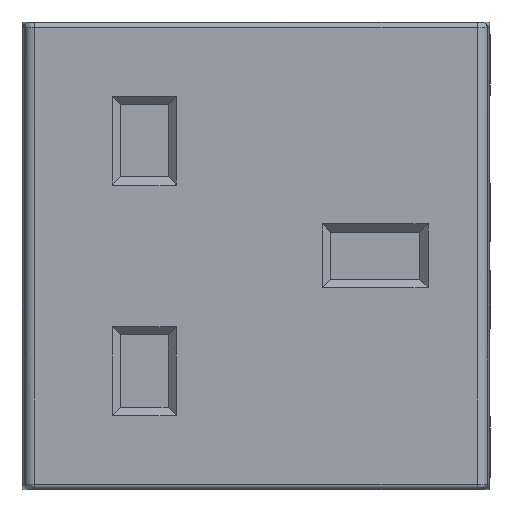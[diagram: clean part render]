
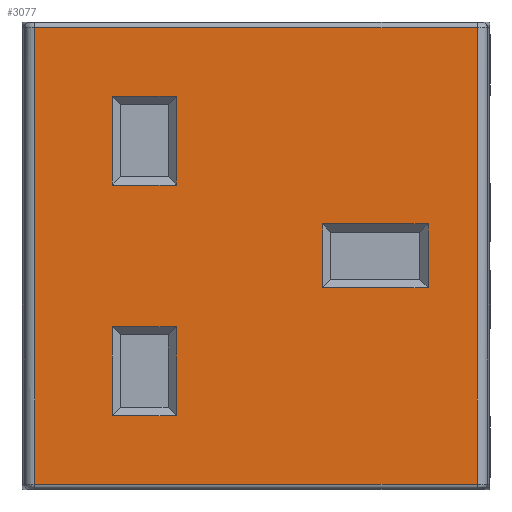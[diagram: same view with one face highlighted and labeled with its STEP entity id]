
A CAD part, top view. The second image highlights one B-rep face of the part: STEP entity #3077.
In plain terms, the highlighted planar face has unit normal (0, 0, 1).
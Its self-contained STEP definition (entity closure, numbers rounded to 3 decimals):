
#2967=AXIS2_PLACEMENT_3D('Plane Axis2P3D',#2964,#2965,#2966) ;
#2685=CARTESIAN_POINT('Vertex',(-21.315,-21.974,6.5)) ;
#2715=CARTESIAN_POINT('Vertex',(21.28,-21.974,6.5)) ;
#2718=CARTESIAN_POINT('Line Origine',(-0.017,-21.974,6.5)) ;
#2799=CARTESIAN_POINT('Vertex',(21.28,21.974,6.5)) ;
#2802=CARTESIAN_POINT('Line Origine',(21.28,0.,6.5)) ;
#2874=CARTESIAN_POINT('Vertex',(-21.315,21.974,6.5)) ;
#2877=CARTESIAN_POINT('Line Origine',(-0.017,21.974,6.5)) ;
#2952=CARTESIAN_POINT('Line Origine',(-21.315,0.,6.5)) ;
#2964=CARTESIAN_POINT('Axis2P3D Location',(-0.017,0.,6.5)) ;
#2975=CARTESIAN_POINT('Line Origine',(-10.767,-15.377,6.5)) ;
#2979=CARTESIAN_POINT('Vertex',(-7.69,-15.377,6.5)) ;
#2981=CARTESIAN_POINT('Vertex',(-13.845,-15.377,6.5)) ;
#2984=CARTESIAN_POINT('Line Origine',(-13.845,-11.1,6.5)) ;
#2988=CARTESIAN_POINT('Vertex',(-13.845,-6.822,6.5)) ;
#2991=CARTESIAN_POINT('Line Origine',(-10.767,-6.822,6.5)) ;
#2995=CARTESIAN_POINT('Vertex',(-7.69,-6.822,6.5)) ;
#2998=CARTESIAN_POINT('Line Origine',(-7.69,-11.1,6.5)) ;
#3009=CARTESIAN_POINT('Line Origine',(16.56,0.,6.5)) ;
#3013=CARTESIAN_POINT('Vertex',(16.56,3.078,6.5)) ;
#3015=CARTESIAN_POINT('Vertex',(16.56,-3.077,6.5)) ;
#3018=CARTESIAN_POINT('Line Origine',(11.483,-3.077,6.5)) ;
#3022=CARTESIAN_POINT('Vertex',(6.405,-3.077,6.5)) ;
#3025=CARTESIAN_POINT('Line Origine',(6.405,0.,6.5)) ;
#3029=CARTESIAN_POINT('Vertex',(6.405,3.078,6.5)) ;
#3032=CARTESIAN_POINT('Line Origine',(11.483,3.078,6.5)) ;
#3043=CARTESIAN_POINT('Line Origine',(-10.767,15.378,6.5)) ;
#3047=CARTESIAN_POINT('Vertex',(-13.845,15.378,6.5)) ;
#3049=CARTESIAN_POINT('Vertex',(-7.69,15.378,6.5)) ;
#3052=CARTESIAN_POINT('Line Origine',(-7.69,11.1,6.5)) ;
#3056=CARTESIAN_POINT('Vertex',(-7.69,6.823,6.5)) ;
#3059=CARTESIAN_POINT('Line Origine',(-10.767,6.823,6.5)) ;
#3063=CARTESIAN_POINT('Vertex',(-13.845,6.823,6.5)) ;
#3066=CARTESIAN_POINT('Line Origine',(-13.845,11.1,6.5)) ;
#2719=DIRECTION('Vector Direction',(-1.,0.,0.)) ;
#2803=DIRECTION('Vector Direction',(0.,-1.,0.)) ;
#2878=DIRECTION('Vector Direction',(-1.,0.,0.)) ;
#2953=DIRECTION('Vector Direction',(0.,-1.,0.)) ;
#2965=DIRECTION('Axis2P3D Direction',(0.,0.,-1.)) ;
#2966=DIRECTION('Axis2P3D XDirection',(0.,-1.,0.)) ;
#2976=DIRECTION('Vector Direction',(-1.,0.,0.)) ;
#2985=DIRECTION('Vector Direction',(0.,1.,0.)) ;
#2992=DIRECTION('Vector Direction',(-1.,0.,0.)) ;
#2999=DIRECTION('Vector Direction',(0.,1.,0.)) ;
#3010=DIRECTION('Vector Direction',(0.,-1.,0.)) ;
#3019=DIRECTION('Vector Direction',(1.,0.,0.)) ;
#3026=DIRECTION('Vector Direction',(0.,1.,0.)) ;
#3033=DIRECTION('Vector Direction',(1.,0.,0.)) ;
#3044=DIRECTION('Vector Direction',(-1.,0.,0.)) ;
#3053=DIRECTION('Vector Direction',(0.,1.,0.)) ;
#3060=DIRECTION('Vector Direction',(-1.,0.,0.)) ;
#3067=DIRECTION('Vector Direction',(0.,1.,0.)) ;
#2720=VECTOR('Line Direction',#2719,1.) ;
#2804=VECTOR('Line Direction',#2803,1.) ;
#2879=VECTOR('Line Direction',#2878,1.) ;
#2954=VECTOR('Line Direction',#2953,1.) ;
#2977=VECTOR('Line Direction',#2976,1.) ;
#2986=VECTOR('Line Direction',#2985,1.) ;
#2993=VECTOR('Line Direction',#2992,1.) ;
#3000=VECTOR('Line Direction',#2999,1.) ;
#3011=VECTOR('Line Direction',#3010,1.) ;
#3020=VECTOR('Line Direction',#3019,1.) ;
#3027=VECTOR('Line Direction',#3026,1.) ;
#3034=VECTOR('Line Direction',#3033,1.) ;
#3045=VECTOR('Line Direction',#3044,1.) ;
#3054=VECTOR('Line Direction',#3053,1.) ;
#3061=VECTOR('Line Direction',#3060,1.) ;
#3068=VECTOR('Line Direction',#3067,1.) ;
#2970=ORIENTED_EDGE('',*,*,#2722,.T.) ;
#2971=ORIENTED_EDGE('',*,*,#2806,.T.) ;
#2972=ORIENTED_EDGE('',*,*,#2881,.T.) ;
#2973=ORIENTED_EDGE('',*,*,#2956,.T.) ;
#3004=ORIENTED_EDGE('',*,*,#2983,.T.) ;
#3005=ORIENTED_EDGE('',*,*,#2990,.T.) ;
#3006=ORIENTED_EDGE('',*,*,#2997,.T.) ;
#3007=ORIENTED_EDGE('',*,*,#3002,.T.) ;
#3038=ORIENTED_EDGE('',*,*,#3017,.T.) ;
#3039=ORIENTED_EDGE('',*,*,#3024,.T.) ;
#3040=ORIENTED_EDGE('',*,*,#3031,.T.) ;
#3041=ORIENTED_EDGE('',*,*,#3036,.T.) ;
#3072=ORIENTED_EDGE('',*,*,#3051,.T.) ;
#3073=ORIENTED_EDGE('',*,*,#3058,.T.) ;
#3074=ORIENTED_EDGE('',*,*,#3065,.T.) ;
#3075=ORIENTED_EDGE('',*,*,#3070,.T.) ;
#3008=FACE_BOUND('',#3003,.T.) ;
#3042=FACE_BOUND('',#3037,.T.) ;
#3076=FACE_BOUND('',#3071,.T.) ;
#3077=ADVANCED_FACE('0043421.1\\Corps principal',(#2974,#3008,#3042,#3076),#2968,.F.) ;
#2722=EDGE_CURVE('',#2686,#2716,#2721,.F.) ;
#2806=EDGE_CURVE('',#2716,#2800,#2805,.F.) ;
#2881=EDGE_CURVE('',#2800,#2875,#2880,.T.) ;
#2956=EDGE_CURVE('',#2875,#2686,#2955,.T.) ;
#2983=EDGE_CURVE('',#2980,#2982,#2978,.T.) ;
#2990=EDGE_CURVE('',#2982,#2989,#2987,.T.) ;
#2997=EDGE_CURVE('',#2989,#2996,#2994,.F.) ;
#3002=EDGE_CURVE('',#2996,#2980,#3001,.F.) ;
#3017=EDGE_CURVE('',#3014,#3016,#3012,.T.) ;
#3024=EDGE_CURVE('',#3016,#3023,#3021,.F.) ;
#3031=EDGE_CURVE('',#3023,#3030,#3028,.T.) ;
#3036=EDGE_CURVE('',#3030,#3014,#3035,.T.) ;
#3051=EDGE_CURVE('',#3048,#3050,#3046,.F.) ;
#3058=EDGE_CURVE('',#3050,#3057,#3055,.F.) ;
#3065=EDGE_CURVE('',#3057,#3064,#3062,.T.) ;
#3070=EDGE_CURVE('',#3064,#3048,#3069,.T.) ;
#2969=EDGE_LOOP('',(#2970,#2971,#2972,#2973)) ;
#3003=EDGE_LOOP('',(#3004,#3005,#3006,#3007)) ;
#3037=EDGE_LOOP('',(#3038,#3039,#3040,#3041)) ;
#3071=EDGE_LOOP('',(#3072,#3073,#3074,#3075)) ;
#2974=FACE_OUTER_BOUND('',#2969,.T.) ;
#2721=LINE('Line',#2718,#2720) ;
#2805=LINE('Line',#2802,#2804) ;
#2880=LINE('Line',#2877,#2879) ;
#2955=LINE('Line',#2952,#2954) ;
#2978=LINE('Line',#2975,#2977) ;
#2987=LINE('Line',#2984,#2986) ;
#2994=LINE('Line',#2991,#2993) ;
#3001=LINE('Line',#2998,#3000) ;
#3012=LINE('Line',#3009,#3011) ;
#3021=LINE('Line',#3018,#3020) ;
#3028=LINE('Line',#3025,#3027) ;
#3035=LINE('Line',#3032,#3034) ;
#3046=LINE('Line',#3043,#3045) ;
#3055=LINE('Line',#3052,#3054) ;
#3062=LINE('Line',#3059,#3061) ;
#3069=LINE('Line',#3066,#3068) ;
#2968=PLANE('',#2967) ;
#2686=VERTEX_POINT('',#2685) ;
#2716=VERTEX_POINT('',#2715) ;
#2800=VERTEX_POINT('',#2799) ;
#2875=VERTEX_POINT('',#2874) ;
#2980=VERTEX_POINT('',#2979) ;
#2982=VERTEX_POINT('',#2981) ;
#2989=VERTEX_POINT('',#2988) ;
#2996=VERTEX_POINT('',#2995) ;
#3014=VERTEX_POINT('',#3013) ;
#3016=VERTEX_POINT('',#3015) ;
#3023=VERTEX_POINT('',#3022) ;
#3030=VERTEX_POINT('',#3029) ;
#3048=VERTEX_POINT('',#3047) ;
#3050=VERTEX_POINT('',#3049) ;
#3057=VERTEX_POINT('',#3056) ;
#3064=VERTEX_POINT('',#3063) ;
